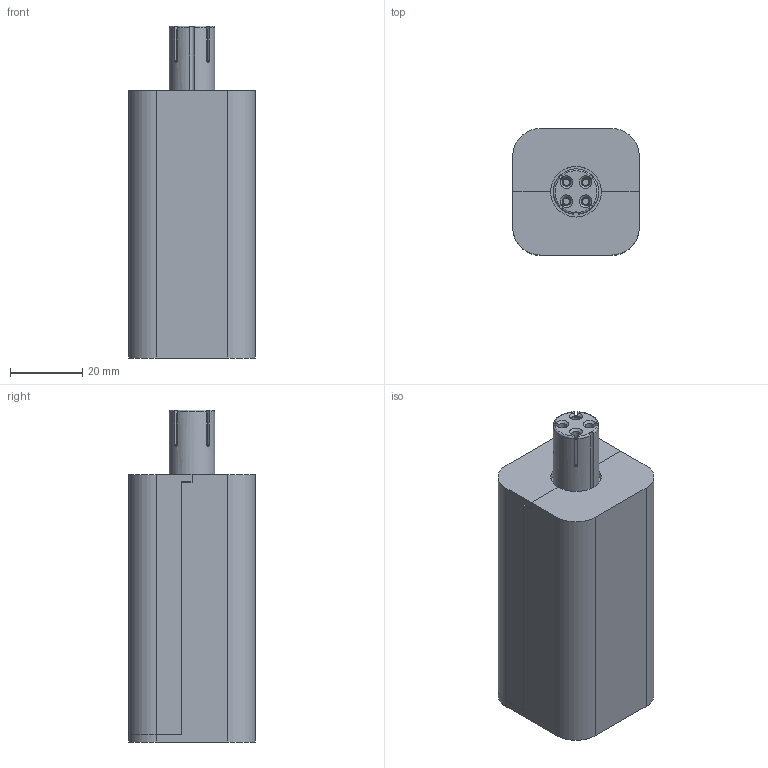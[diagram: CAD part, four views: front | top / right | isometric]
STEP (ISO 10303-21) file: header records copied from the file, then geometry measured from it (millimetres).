
FILE_DESCRIPTION(/* description */ (''),/* implementation_level */ '2;1');
FILE_NAME(/* name */ 'ESPHome_node_full.step',/* time_stamp */ '2024-06-19T00:00:00.000Z',/* author */ (''),/* organization */ (''),/* preprocessor_version */ 'ST-DEVELOPER v20',/* originating_system */ 'Autodesk Translation Framework v12.20.1.177',/* authorisation */ '');
FILE_SCHEMA (('AUTOMOTIVE_DESIGN { 1 0 10303 214 3 1 1 }'));
Length unit declared in the file: millimetre
Products named in the file (1): Port
Bounding box: 35 x 35 x 91.85 mm (x, y, z)
Volume: 26212.7 mm3; surface area: 26219 mm2
Topology: 3 solids, 3 shells, 140 faces, 405 edges, 272 vertices
Faces by surface type: plane 85, cylinder 38, torus 13, cone 4
Full cylindrical faces by diameter (mm): 1.8 x4, 2.3 x4
Entity records: 4949 total; most frequent: CARTESIAN_POINT 1218, ORIENTED_EDGE 810, DIRECTION 730, EDGE_CURVE 405, VERTEX_POINT 272, LINE 262, VECTOR 262, AXIS2_PLACEMENT_3D 234
